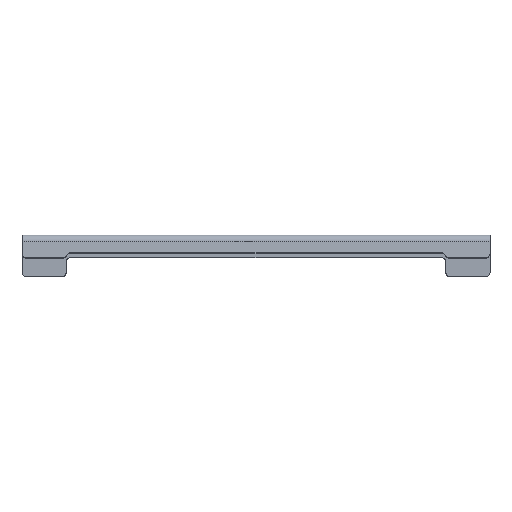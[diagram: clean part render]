
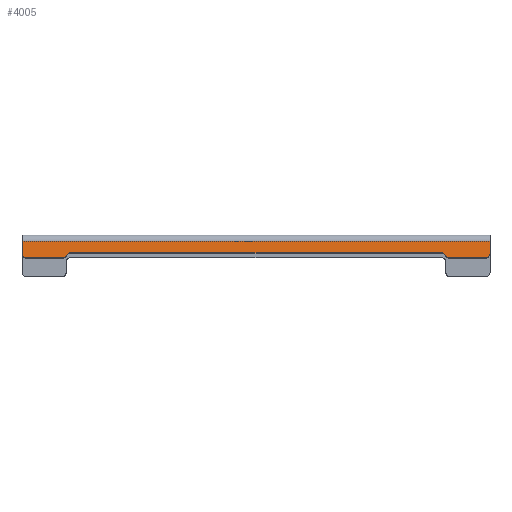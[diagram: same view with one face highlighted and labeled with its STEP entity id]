
A CAD part, top view. The second image highlights one B-rep face of the part: STEP entity #4005.
In plain terms, the highlighted planar face has unit normal (0, 0.087, 0.996).
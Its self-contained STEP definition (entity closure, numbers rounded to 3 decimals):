
#290=PLANE('',#4238);
#388=FACE_OUTER_BOUND('',#601,.T.);
#601=EDGE_LOOP('',(#2735,#2736,#2737,#2738,#2739,#2740,#2741,#2742,#2743,
#2744,#2745,#2746));
#857=LINE('',#5313,#1240);
#858=LINE('',#5317,#1241);
#859=LINE('',#5319,#1242);
#860=LINE('',#5321,#1243);
#861=LINE('',#5325,#1244);
#862=LINE('',#5330,#1245);
#1240=VECTOR('',#4479,10.);
#1241=VECTOR('',#4482,10.);
#1242=VECTOR('',#4483,10.);
#1243=VECTOR('',#4484,2.16);
#1244=VECTOR('',#4487,10.);
#1245=VECTOR('',#4492,10.);
#1620=CIRCLE('',#4233,2.);
#1622=CIRCLE('',#4236,2.);
#1624=CIRCLE('',#4239,2.);
#1625=CIRCLE('',#4240,2.);
#1626=CIRCLE('',#4241,2.);
#1627=CIRCLE('',#4242,2.);
#1704=VERTEX_POINT('',#5297);
#1705=VERTEX_POINT('',#5298);
#1708=VERTEX_POINT('',#5306);
#1710=VERTEX_POINT('',#5312);
#1711=VERTEX_POINT('',#5314);
#1712=VERTEX_POINT('',#5316);
#1713=VERTEX_POINT('',#5318);
#1714=VERTEX_POINT('',#5320);
#1715=VERTEX_POINT('',#5322);
#1716=VERTEX_POINT('',#5324);
#1717=VERTEX_POINT('',#5326);
#1718=VERTEX_POINT('',#5328);
#2110=EDGE_CURVE('',#1704,#1705,#1620,.T.);
#2114=EDGE_CURVE('',#1705,#1708,#1622,.T.);
#2117=EDGE_CURVE('',#1704,#1710,#857,.T.);
#2118=EDGE_CURVE('',#1711,#1710,#1624,.T.);
#2119=EDGE_CURVE('',#1711,#1712,#858,.T.);
#2120=EDGE_CURVE('',#1712,#1713,#859,.T.);
#2121=EDGE_CURVE('',#1713,#1714,#860,.T.);
#2122=EDGE_CURVE('',#1715,#1714,#1625,.T.);
#2123=EDGE_CURVE('',#1715,#1716,#861,.T.);
#2124=EDGE_CURVE('',#1717,#1716,#1626,.T.);
#2125=EDGE_CURVE('',#1718,#1717,#1627,.T.);
#2126=EDGE_CURVE('',#1718,#1708,#862,.T.);
#2735=ORIENTED_EDGE('',*,*,#2110,.F.);
#2736=ORIENTED_EDGE('',*,*,#2117,.T.);
#2737=ORIENTED_EDGE('',*,*,#2118,.F.);
#2738=ORIENTED_EDGE('',*,*,#2119,.T.);
#2739=ORIENTED_EDGE('',*,*,#2120,.T.);
#2740=ORIENTED_EDGE('',*,*,#2121,.T.);
#2741=ORIENTED_EDGE('',*,*,#2122,.F.);
#2742=ORIENTED_EDGE('',*,*,#2123,.T.);
#2743=ORIENTED_EDGE('',*,*,#2124,.F.);
#2744=ORIENTED_EDGE('',*,*,#2125,.F.);
#2745=ORIENTED_EDGE('',*,*,#2126,.T.);
#2746=ORIENTED_EDGE('',*,*,#2114,.F.);
#4005=ADVANCED_FACE('',(#388),#290,.T.);
#4233=AXIS2_PLACEMENT_3D('',#5299,#4464,#4465);
#4236=AXIS2_PLACEMENT_3D('',#5307,#4472,#4473);
#4238=AXIS2_PLACEMENT_3D('',#5311,#4477,#4478);
#4239=AXIS2_PLACEMENT_3D('',#5315,#4480,#4481);
#4240=AXIS2_PLACEMENT_3D('',#5323,#4485,#4486);
#4241=AXIS2_PLACEMENT_3D('',#5327,#4488,#4489);
#4242=AXIS2_PLACEMENT_3D('',#5329,#4490,#4491);
#4464=DIRECTION('center_axis',(0.,-0.087,-0.996));
#4465=DIRECTION('ref_axis',(0.,0.996,-0.087));
#4472=DIRECTION('center_axis',(0.,0.087,0.996));
#4473=DIRECTION('ref_axis',(0.707,0.704,-0.062));
#4477=DIRECTION('center_axis',(0.,0.087,0.996));
#4478=DIRECTION('ref_axis',(0.,-0.996,0.087));
#4479=DIRECTION('',(1.,0.,0.));
#4480=DIRECTION('center_axis',(0.,-0.087,-0.996));
#4481=DIRECTION('ref_axis',(0.707,-0.704,0.062));
#4482=DIRECTION('',(0.,0.996,-0.087));
#4483=DIRECTION('',(-1.,0.,0.));
#4484=DIRECTION('',(0.,-0.996,0.087));
#4485=DIRECTION('center_axis',(0.,-0.087,-0.996));
#4486=DIRECTION('ref_axis',(-0.707,-0.704,0.062));
#4487=DIRECTION('',(1.,0.,0.));
#4488=DIRECTION('center_axis',(0.,-0.087,-0.996));
#4489=DIRECTION('ref_axis',(0.,0.996,-0.087));
#4490=DIRECTION('center_axis',(0.,0.087,0.996));
#4491=DIRECTION('ref_axis',(-0.707,0.704,-0.062));
#4492=DIRECTION('',(1.,0.,0.));
#5297=CARTESIAN_POINT('',(87.371,-10.261,54.26));
#5298=CARTESIAN_POINT('',(85.56,-9.115,54.16));
#5299=CARTESIAN_POINT('Origin',(87.371,-8.268,54.086));
#5306=CARTESIAN_POINT('',(83.75,-7.97,54.06));
#5307=CARTESIAN_POINT('Origin',(83.75,-9.962,54.234));
#5311=CARTESIAN_POINT('Origin',(0.,-4.904,53.792));
#5312=CARTESIAN_POINT('',(103.75,-10.261,54.26));
#5313=CARTESIAN_POINT('',(105.75,-10.261,54.26));
#5314=CARTESIAN_POINT('',(105.75,-8.268,54.086));
#5315=CARTESIAN_POINT('Origin',(103.75,-8.268,54.086));
#5316=CARTESIAN_POINT('',(105.75,-2.739,53.602));
#5317=CARTESIAN_POINT('',(105.75,-2.739,53.602));
#5318=CARTESIAN_POINT('',(-105.75,-2.739,53.602));
#5319=CARTESIAN_POINT('',(0.,-2.739,53.602));
#5320=CARTESIAN_POINT('',(-105.75,-8.268,54.086));
#5321=CARTESIAN_POINT('',(-105.75,4.021,53.011));
#5322=CARTESIAN_POINT('',(-103.75,-10.261,54.26));
#5323=CARTESIAN_POINT('Origin',(-103.75,-8.268,54.086));
#5324=CARTESIAN_POINT('',(-87.371,-10.261,54.26));
#5325=CARTESIAN_POINT('',(105.75,-10.261,54.26));
#5326=CARTESIAN_POINT('',(-85.56,-9.115,54.16));
#5327=CARTESIAN_POINT('Origin',(-87.371,-8.268,54.086));
#5328=CARTESIAN_POINT('',(-83.75,-7.97,54.06));
#5329=CARTESIAN_POINT('Origin',(-83.75,-9.962,54.234));
#5330=CARTESIAN_POINT('',(-42.875,-7.97,54.06));
